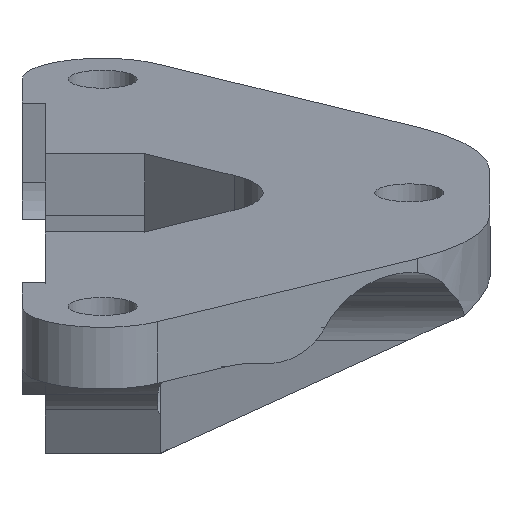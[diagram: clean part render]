
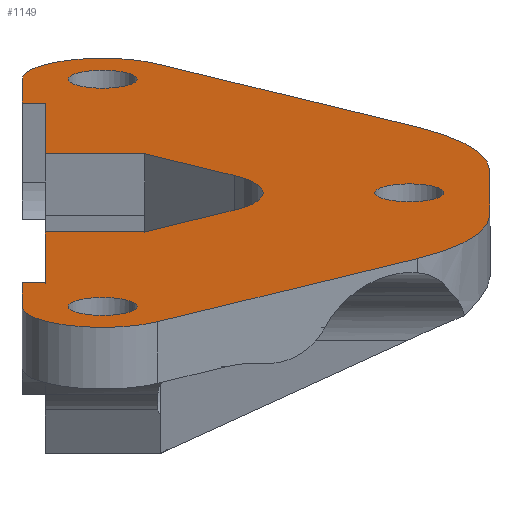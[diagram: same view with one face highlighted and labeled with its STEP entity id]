
A CAD part, front view. The second image highlights one B-rep face of the part: STEP entity #1149.
In plain terms, the highlighted planar face has unit normal (0, -0.259, 0.966).
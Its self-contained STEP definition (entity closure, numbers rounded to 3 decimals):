
#52=FACE_BOUND('',#161,.T.);
#53=FACE_BOUND('',#162,.T.);
#54=FACE_BOUND('',#163,.T.);
#64=PLANE('',#1237);
#96=FACE_OUTER_BOUND('',#160,.T.);
#160=EDGE_LOOP('',(#810,#811,#812,#813,#814,#815,#816,#817,#818,#819,#820,
#821,#822,#823,#824,#825,#826,#827));
#161=EDGE_LOOP('',(#828));
#162=EDGE_LOOP('',(#829));
#163=EDGE_LOOP('',(#830));
#228=CIRCLE('',#1238,4.);
#229=CIRCLE('',#1239,3.5);
#230=CIRCLE('',#1240,10.);
#231=CIRCLE('',#1241,10.);
#232=CIRCLE('',#1242,3.5);
#233=CIRCLE('',#1243,1.5);
#234=CIRCLE('',#1244,1.5);
#235=CIRCLE('',#1245,1.5);
#268=LINE('',#1711,#368);
#271=LINE('',#1723,#371);
#275=LINE('',#1736,#375);
#278=LINE('',#1742,#378);
#280=LINE('',#1749,#380);
#285=LINE('',#1760,#385);
#292=LINE('',#1776,#392);
#293=LINE('',#1779,#393);
#294=LINE('',#1783,#394);
#295=LINE('',#1784,#395);
#296=LINE('',#1788,#396);
#297=LINE('',#1792,#397);
#298=LINE('',#1796,#398);
#368=VECTOR('',#1359,10.);
#371=VECTOR('',#1368,10.);
#375=VECTOR('',#1380,10.);
#378=VECTOR('',#1385,10.);
#380=VECTOR('',#1393,10.);
#385=VECTOR('',#1402,10.);
#392=VECTOR('',#1415,10.);
#393=VECTOR('',#1418,10.);
#394=VECTOR('',#1421,10.);
#395=VECTOR('',#1422,10.);
#396=VECTOR('',#1425,10.);
#397=VECTOR('',#1428,10.);
#398=VECTOR('',#1431,10.);
#466=VERTEX_POINT('',#1698);
#471=VERTEX_POINT('',#1709);
#476=VERTEX_POINT('',#1720);
#477=VERTEX_POINT('',#1722);
#482=VERTEX_POINT('',#1734);
#484=VERTEX_POINT('',#1739);
#486=VERTEX_POINT('',#1748);
#490=VERTEX_POINT('',#1758);
#496=VERTEX_POINT('',#1774);
#497=VERTEX_POINT('',#1778);
#498=VERTEX_POINT('',#1780);
#499=VERTEX_POINT('',#1782);
#500=VERTEX_POINT('',#1785);
#501=VERTEX_POINT('',#1787);
#502=VERTEX_POINT('',#1789);
#503=VERTEX_POINT('',#1791);
#504=VERTEX_POINT('',#1793);
#505=VERTEX_POINT('',#1795);
#506=VERTEX_POINT('',#1798);
#507=VERTEX_POINT('',#1800);
#508=VERTEX_POINT('',#1802);
#586=EDGE_CURVE('',#466,#471,#268,.T.);
#591=EDGE_CURVE('',#477,#476,#271,.T.);
#598=EDGE_CURVE('',#471,#482,#275,.T.);
#601=EDGE_CURVE('',#484,#477,#278,.T.);
#604=EDGE_CURVE('',#486,#484,#280,.T.);
#610=EDGE_CURVE('',#476,#490,#285,.T.);
#618=EDGE_CURVE('',#482,#496,#292,.T.);
#619=EDGE_CURVE('',#490,#497,#293,.T.);
#620=EDGE_CURVE('',#498,#497,#228,.T.);
#621=EDGE_CURVE('',#499,#498,#294,.T.);
#622=EDGE_CURVE('',#466,#499,#295,.T.);
#623=EDGE_CURVE('',#500,#496,#229,.T.);
#624=EDGE_CURVE('',#501,#500,#296,.T.);
#625=EDGE_CURVE('',#502,#501,#230,.T.);
#626=EDGE_CURVE('',#503,#502,#297,.T.);
#627=EDGE_CURVE('',#504,#503,#231,.T.);
#628=EDGE_CURVE('',#504,#505,#298,.T.);
#629=EDGE_CURVE('',#486,#505,#232,.T.);
#630=EDGE_CURVE('',#506,#506,#233,.T.);
#631=EDGE_CURVE('',#507,#507,#234,.T.);
#632=EDGE_CURVE('',#508,#508,#235,.T.);
#810=ORIENTED_EDGE('',*,*,#601,.T.);
#811=ORIENTED_EDGE('',*,*,#591,.T.);
#812=ORIENTED_EDGE('',*,*,#610,.T.);
#813=ORIENTED_EDGE('',*,*,#619,.T.);
#814=ORIENTED_EDGE('',*,*,#620,.F.);
#815=ORIENTED_EDGE('',*,*,#621,.F.);
#816=ORIENTED_EDGE('',*,*,#622,.F.);
#817=ORIENTED_EDGE('',*,*,#586,.T.);
#818=ORIENTED_EDGE('',*,*,#598,.T.);
#819=ORIENTED_EDGE('',*,*,#618,.T.);
#820=ORIENTED_EDGE('',*,*,#623,.F.);
#821=ORIENTED_EDGE('',*,*,#624,.F.);
#822=ORIENTED_EDGE('',*,*,#625,.F.);
#823=ORIENTED_EDGE('',*,*,#626,.F.);
#824=ORIENTED_EDGE('',*,*,#627,.F.);
#825=ORIENTED_EDGE('',*,*,#628,.T.);
#826=ORIENTED_EDGE('',*,*,#629,.F.);
#827=ORIENTED_EDGE('',*,*,#604,.T.);
#828=ORIENTED_EDGE('',*,*,#630,.F.);
#829=ORIENTED_EDGE('',*,*,#631,.F.);
#830=ORIENTED_EDGE('',*,*,#632,.F.);
#1149=ADVANCED_FACE('',(#96,#52,#53,#54),#64,.F.);
#1237=AXIS2_PLACEMENT_3D('',#1777,#1416,#1417);
#1238=AXIS2_PLACEMENT_3D('',#1781,#1419,#1420);
#1239=AXIS2_PLACEMENT_3D('',#1786,#1423,#1424);
#1240=AXIS2_PLACEMENT_3D('',#1790,#1426,#1427);
#1241=AXIS2_PLACEMENT_3D('',#1794,#1429,#1430);
#1242=AXIS2_PLACEMENT_3D('',#1797,#1432,#1433);
#1243=AXIS2_PLACEMENT_3D('',#1799,#1434,#1435);
#1244=AXIS2_PLACEMENT_3D('',#1801,#1436,#1437);
#1245=AXIS2_PLACEMENT_3D('',#1803,#1438,#1439);
#1359=DIRECTION('',(0.,-0.966,-0.259));
#1368=DIRECTION('',(0.,-0.966,-0.259));
#1380=DIRECTION('',(-1.,0.,0.));
#1385=DIRECTION('',(1.,0.,0.));
#1393=DIRECTION('',(0.,-0.966,-0.259));
#1402=DIRECTION('',(1.,0.,0.));
#1415=DIRECTION('',(0.,-0.966,-0.259));
#1416=DIRECTION('center_axis',(0.,0.259,-0.966));
#1417=DIRECTION('ref_axis',(-1.,0.,0.));
#1418=DIRECTION('',(0.729,-0.661,-0.177));
#1419=DIRECTION('center_axis',(0.,-0.259,
0.966));
#1420=DIRECTION('ref_axis',(1.,0.,0.));
#1421=DIRECTION('',(0.729,0.661,0.177));
#1422=DIRECTION('',(1.,0.,0.));
#1423=DIRECTION('center_axis',(0.,0.259,
-0.966));
#1424=DIRECTION('ref_axis',(-1.,0.,0.));
#1425=DIRECTION('',(-0.729,-0.661,-0.177));
#1426=DIRECTION('center_axis',(0.,0.259,-0.966));
#1427=DIRECTION('ref_axis',(0.918,-0.384,-0.103));
#1428=DIRECTION('',(0.,-0.966,-0.259));
#1429=DIRECTION('center_axis',(0.,0.259,-0.966));
#1430=DIRECTION('ref_axis',(0.918,0.384,0.103));
#1431=DIRECTION('',(-0.729,0.661,0.177));
#1432=DIRECTION('center_axis',(0.,0.259,
-0.966));
#1433=DIRECTION('ref_axis',(-1.,0.,0.));
#1434=DIRECTION('center_axis',(0.,-0.259,
0.966));
#1435=DIRECTION('ref_axis',(-1.,0.,0.));
#1436=DIRECTION('center_axis',(0.,-0.259,
0.966));
#1437=DIRECTION('ref_axis',(-1.,0.,0.));
#1438=DIRECTION('center_axis',(0.,-0.259,
0.966));
#1439=DIRECTION('ref_axis',(-1.,0.,0.));
#1698=CARTESIAN_POINT('',(-27.,40.351,44.976));
#1709=CARTESIAN_POINT('',(-27.,32.141,42.776));
#1711=CARTESIAN_POINT('',(-27.,45.127,46.256));
#1720=CARTESIAN_POINT('',(-27.,53.038,48.376));
#1722=CARTESIAN_POINT('',(-27.,61.249,50.576));
#1723=CARTESIAN_POINT('',(-27.,45.127,46.256));
#1734=CARTESIAN_POINT('',(-28.,32.141,42.776));
#1736=CARTESIAN_POINT('',(-22.919,32.141,42.776));
#1739=CARTESIAN_POINT('',(-28.,61.249,50.576));
#1742=CARTESIAN_POINT('',(-22.919,61.249,50.576));
#1748=CARTESIAN_POINT('',(-28.,65.112,51.611));
#1749=CARTESIAN_POINT('',(-28.,54.487,48.764));
#1758=CARTESIAN_POINT('',(-22.68,53.038,48.376));
#1760=CARTESIAN_POINT('',(-28.,53.038,48.376));
#1774=CARTESIAN_POINT('',(-28.,28.277,41.741));
#1776=CARTESIAN_POINT('',(-28.,32.178,42.786));
#1777=CARTESIAN_POINT('Origin',(-17.838,46.695,46.676));
#1778=CARTESIAN_POINT('',(-18.792,49.511,47.431));
#1779=CARTESIAN_POINT('',(-22.68,53.038,48.376));
#1780=CARTESIAN_POINT('',(-18.792,43.878,45.921));
#1781=CARTESIAN_POINT('Origin',(-21.53,46.695,46.676));
#1782=CARTESIAN_POINT('',(-22.68,40.351,44.976));
#1783=CARTESIAN_POINT('',(-22.68,40.351,44.976));
#1784=CARTESIAN_POINT('',(-28.,40.351,44.976));
#1785=CARTESIAN_POINT('',(-22.104,25.813,41.081));
#1786=CARTESIAN_POINT('Origin',(-24.5,28.277,41.741));
#1787=CARTESIAN_POINT('',(-10.829,36.041,43.821));
#1788=CARTESIAN_POINT('',(-7.675,38.903,44.588));
#1789=CARTESIAN_POINT('',(-7.675,43.082,45.708));
#1790=CARTESIAN_POINT('Origin',(-17.675,43.082,45.708));
#1791=CARTESIAN_POINT('',(-7.675,50.307,47.644));
#1792=CARTESIAN_POINT('',(-7.675,61.249,50.576));
#1793=CARTESIAN_POINT('',(-10.829,57.348,49.531));
#1794=CARTESIAN_POINT('Origin',(-17.675,50.307,47.644));
#1795=CARTESIAN_POINT('',(-22.104,67.577,52.271));
#1796=CARTESIAN_POINT('',(-7.675,54.487,48.764));
#1797=CARTESIAN_POINT('Origin',(-24.5,65.112,51.611));
#1798=CARTESIAN_POINT('',(-9.675,46.695,46.676));
#1799=CARTESIAN_POINT('Origin',(-11.175,46.695,46.676));
#1800=CARTESIAN_POINT('',(-23.,28.277,41.741));
#1801=CARTESIAN_POINT('Origin',(-24.5,28.277,41.741));
#1802=CARTESIAN_POINT('',(-23.,65.112,51.611));
#1803=CARTESIAN_POINT('Origin',(-24.5,65.112,51.611));
